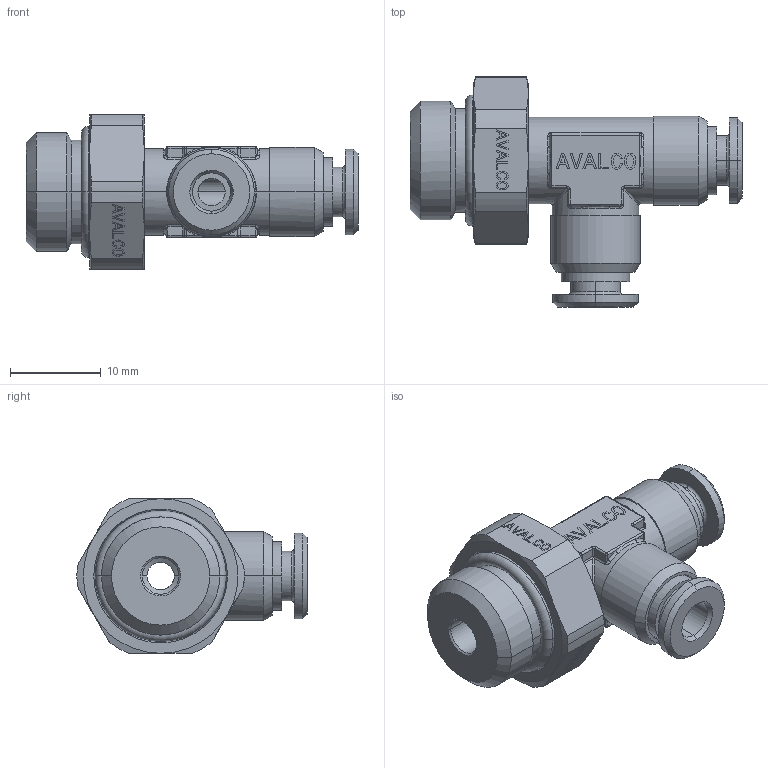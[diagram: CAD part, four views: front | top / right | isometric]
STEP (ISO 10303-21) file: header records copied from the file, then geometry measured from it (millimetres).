
FILE_DESCRIPTION(('CATIA V5 STEP Exchange'),'2;1');
FILE_NAME('PR427B-04G14.stp','2018-04-14T14:36:42+00:00',('none'),('none'),'CATIA Version 5 Release 21 GA (IN-10)','CATIA V5 STEP AP203','none');
FILE_SCHEMA(('CONFIG_CONTROL_DESIGN'));
Length unit declared in the file: millimetre
Products named in the file (1): PR427B-04G14
Bounding box: 36.5 x 25.3 x 17 mm (x, y, z)
Volume: 4198.5 mm3; surface area: 3305.6 mm2
Topology: 2 solids, 2 shells, 823 faces, 2165 edges, 1398 vertices
Faces by surface type: plane 619, cylinder 98, cone 42, torus 30, bspline 22, sphere 12
Entity records: 26656 total; most frequent: CARTESIAN_POINT 7229, ORIENTED_EDGE 4330, DIRECTION 3362, EDGE_CURVE 2165, VECTOR 1754, LINE 1754, VERTEX_POINT 1398, AXIS2_PLACEMENT_3D 918
